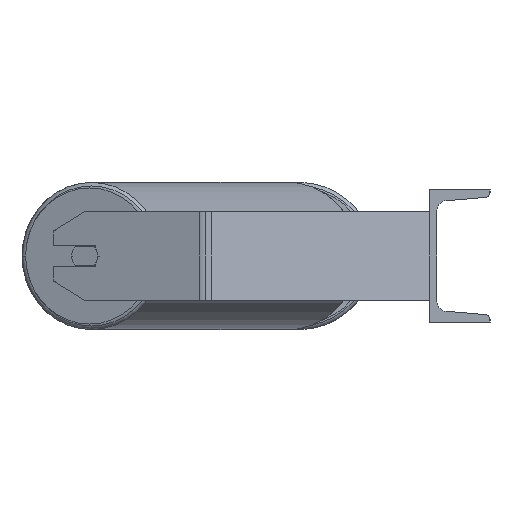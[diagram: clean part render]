
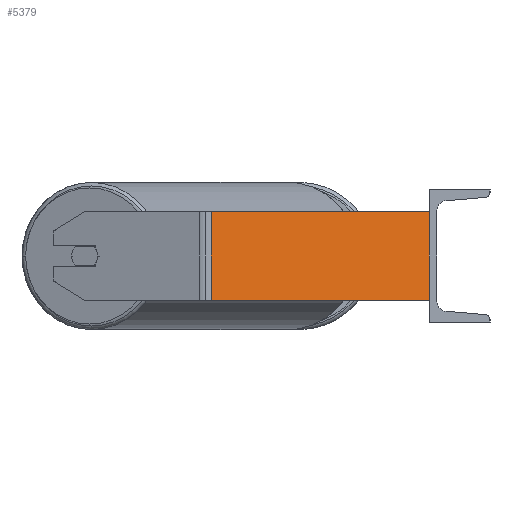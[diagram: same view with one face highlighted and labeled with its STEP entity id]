
A CAD part, left-side view. The second image highlights one B-rep face of the part: STEP entity #5379.
In plain terms, the highlighted planar face has unit normal (-0.94, -0.342, 0).
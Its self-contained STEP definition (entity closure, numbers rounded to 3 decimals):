
#373 = ORIENTED_EDGE ( 'NONE', *, *, #4202, .F. ) ;
#687 = LINE ( 'NONE', #2895, #1962 ) ;
#724 = CARTESIAN_POINT ( 'NONE',  ( -858.588, 202.182, 40. ) ) ;
#776 = ORIENTED_EDGE ( 'NONE', *, *, #5913, .T. ) ;
#1271 = CARTESIAN_POINT ( 'NONE',  ( -856.596, 196.709, 40. ) ) ;
#1455 = DIRECTION ( 'NONE',  ( 0.342, -0.94, 0. ) ) ;
#1929 = DIRECTION ( 'NONE',  ( 0., 0., -1. ) ) ;
#1962 = VECTOR ( 'NONE', #1455, 1000. ) ;
#2004 = VECTOR ( 'NONE', #8837, 1000. ) ;
#2363 = CARTESIAN_POINT ( 'NONE',  ( -785., 0., -40. ) ) ;
#2448 = VERTEX_POINT ( 'NONE', #5786 ) ;
#2895 = CARTESIAN_POINT ( 'NONE',  ( -858.588, 202.182, -40. ) ) ;
#2940 = LINE ( 'NONE', #7844, #4643 ) ;
#2969 = DIRECTION ( 'NONE',  ( -0.342, 0.94, 0. ) ) ;
#3424 = VECTOR ( 'NONE', #1929, 1000. ) ;
#3630 = ORIENTED_EDGE ( 'NONE', *, *, #4794, .T. ) ;
#3763 = VERTEX_POINT ( 'NONE', #1271 ) ;
#3945 = LINE ( 'NONE', #8084, #2004 ) ;
#3990 = CARTESIAN_POINT ( 'NONE',  ( -785., 0., 40. ) ) ;
#4202 = EDGE_CURVE ( 'NONE', #3763, #2448, #3945, .T. ) ;
#4643 = VECTOR ( 'NONE', #7245, 1000. ) ;
#4664 = AXIS2_PLACEMENT_3D ( 'NONE', #724, #5041, #2969 ) ;
#4733 = EDGE_CURVE ( 'NONE', #2448, #5436, #8277, .T. ) ;
#4794 = EDGE_CURVE ( 'NONE', #6315, #5436, #687, .T. ) ;
#4961 = FACE_OUTER_BOUND ( 'NONE', #7042, .T. ) ;
#5041 = DIRECTION ( 'NONE',  ( 0.94, 0.342, 0. ) ) ;
#5379 = ADVANCED_FACE ( 'NONE', ( #4961 ), #7806, .F. ) ;
#5436 = VERTEX_POINT ( 'NONE', #2363 ) ;
#5761 = CARTESIAN_POINT ( 'NONE',  ( -856.596, 196.709, -40. ) ) ;
#5786 = CARTESIAN_POINT ( 'NONE',  ( -785., 0., 40. ) ) ;
#5913 = EDGE_CURVE ( 'NONE', #3763, #6315, #2940, .T. ) ;
#5954 = ORIENTED_EDGE ( 'NONE', *, *, #4733, .F. ) ;
#6315 = VERTEX_POINT ( 'NONE', #5761 ) ;
#7042 = EDGE_LOOP ( 'NONE', ( #3630, #5954, #373, #776 ) ) ;
#7245 = DIRECTION ( 'NONE',  ( 0., 0., -1. ) ) ;
#7806 = PLANE ( 'NONE',  #4664 ) ;
#7844 = CARTESIAN_POINT ( 'NONE',  ( -856.596, 196.709, 40. ) ) ;
#8084 = CARTESIAN_POINT ( 'NONE',  ( -858.588, 202.182, 40. ) ) ;
#8277 = LINE ( 'NONE', #3990, #3424 ) ;
#8837 = DIRECTION ( 'NONE',  ( 0.342, -0.94, 0. ) ) ;
